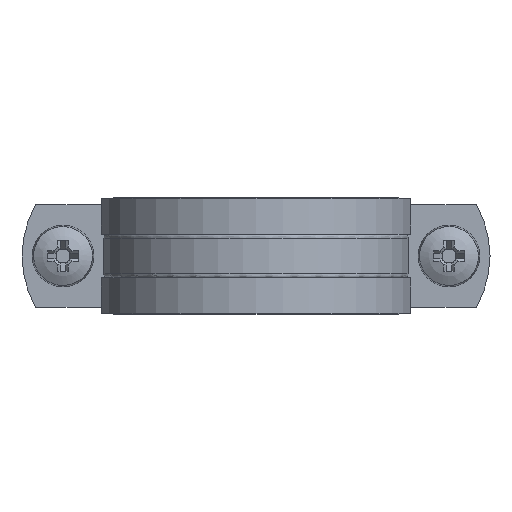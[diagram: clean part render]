
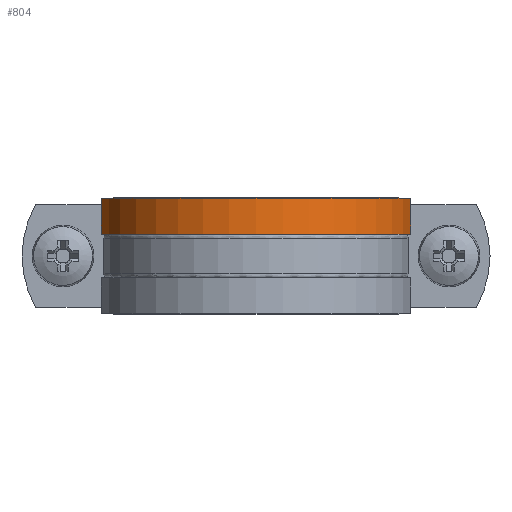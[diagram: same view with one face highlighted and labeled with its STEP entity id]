
A CAD part, front view. The second image highlights one B-rep face of the part: STEP entity #804.
In plain terms, the highlighted cylindrical face has radius 30.7 mm (diameter 61.4 mm), a partial arc.
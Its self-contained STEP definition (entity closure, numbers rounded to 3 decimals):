
#210=CARTESIAN_POINT('',(30.169,-5.685,4.25));
#211=VERTEX_POINT('',#210);
#218=CARTESIAN_POINT('',(-30.169,-5.685,4.25));
#219=VERTEX_POINT('',#218);
#220=CARTESIAN_POINT('',(0.,0.,4.25));
#221=DIRECTION('',(0.,0.,1.0));
#222=DIRECTION('',(-0.983,-0.185,0.));
#223=AXIS2_PLACEMENT_3D('',#220,#221,#222);
#224=CIRCLE('',#223,30.7);
#225=EDGE_CURVE('',#219,#211,#224,.T.);
#251=CARTESIAN_POINT('',(-30.169,-5.685,11.25));
#252=VERTEX_POINT('',#251);
#253=CARTESIAN_POINT('',(-30.169,-5.685,11.25));
#254=DIRECTION('',(0.0,0.0,-1.0));
#255=VECTOR('',#254,7.0);
#256=LINE('',#253,#255);
#257=EDGE_CURVE('',#252,#219,#256,.T.);
#780=CARTESIAN_POINT('',(0.,0.,7.75));
#781=DIRECTION('',(0.,0.,1.0));
#782=DIRECTION('',(-0.983,-0.185,0.));
#783=AXIS2_PLACEMENT_3D('',#780,#781,#782);
#784=CYLINDRICAL_SURFACE('',#783,30.7);
#785=CARTESIAN_POINT('',(30.169,-5.685,11.25));
#786=VERTEX_POINT('',#785);
#787=CARTESIAN_POINT('',(30.169,-5.685,4.25));
#788=DIRECTION('',(0.0,0.0,1.0));
#789=VECTOR('',#788,7.0);
#790=LINE('',#787,#789);
#791=EDGE_CURVE('',#211,#786,#790,.T.);
#792=ORIENTED_EDGE('',*,*,#791,.T.);
#793=CARTESIAN_POINT('',(0.,0.,11.25));
#794=DIRECTION('',(0.,0.,1.0));
#795=DIRECTION('',(-0.983,-0.185,0.));
#796=AXIS2_PLACEMENT_3D('',#793,#794,#795);
#797=CIRCLE('',#796,30.7);
#798=EDGE_CURVE('',#252,#786,#797,.T.);
#799=ORIENTED_EDGE('',*,*,#798,.F.);
#800=ORIENTED_EDGE('',*,*,#257,.T.);
#801=ORIENTED_EDGE('',*,*,#225,.T.);
#802=EDGE_LOOP('',(#792,#799,#800,#801));
#803=FACE_OUTER_BOUND('',#802,.T.);
#804=ADVANCED_FACE('',(#803),#784,.T.);
